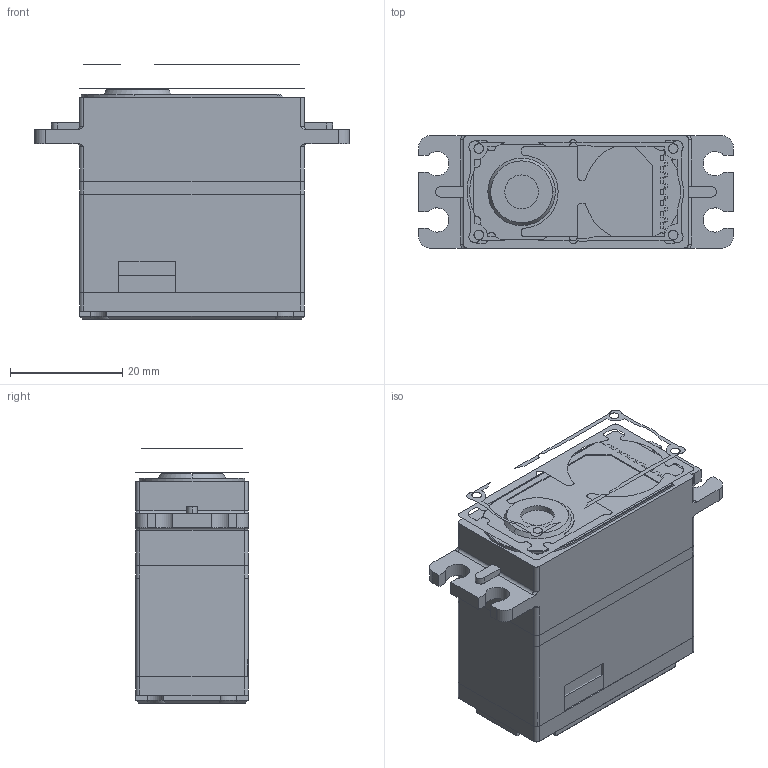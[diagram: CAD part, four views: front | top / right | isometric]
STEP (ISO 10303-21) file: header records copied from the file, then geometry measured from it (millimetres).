
FILE_DESCRIPTION((''),'2;1');
FILE_NAME('ASM0008_ASM_ASM','2020-12-10T',('Administrator'),(''),'PRO/ENGINEER BY PARAMETRIC TECHNOLOGY CORPORATION, 2007170','PRO/ENGINEER BY PARAMETRIC TECHNOLOGY CORPORATION, 2007170','');
FILE_SCHEMA(('CONFIG_CONTROL_DESIGN'));
Length unit declared in the file: millimetre
Products named in the file (5): S_495; PRT0015_162; X_317; ASM0008_ASM_1_ASM; ASM0008_ASM_ASM
Assembly tree (4 placements, depth 3):
  ASM0008_ASM_ASM
    ASM0008_ASM_1_ASM
      S_495
      PRT0015_162
      X_317
Bounding box: 56 x 20 x 45.2 mm (x, y, z)
Volume: 34596.1 mm3; surface area: 13083 mm2
Topology: 3 solids, 44 shells, 317 faces, 1719 edges, 1466 vertices
Faces by surface type: plane 207, cylinder 86, cone 15, torus 9
Entity records: 19928 total; most frequent: CARTESIAN_POINT 7436, ORIENTED_EDGE 2490, DIRECTION 2072, EDGE_CURVE 1719, VERTEX_POINT 1466, VECTOR 862, LINE 862, AXIS2_PLACEMENT_3D 605
